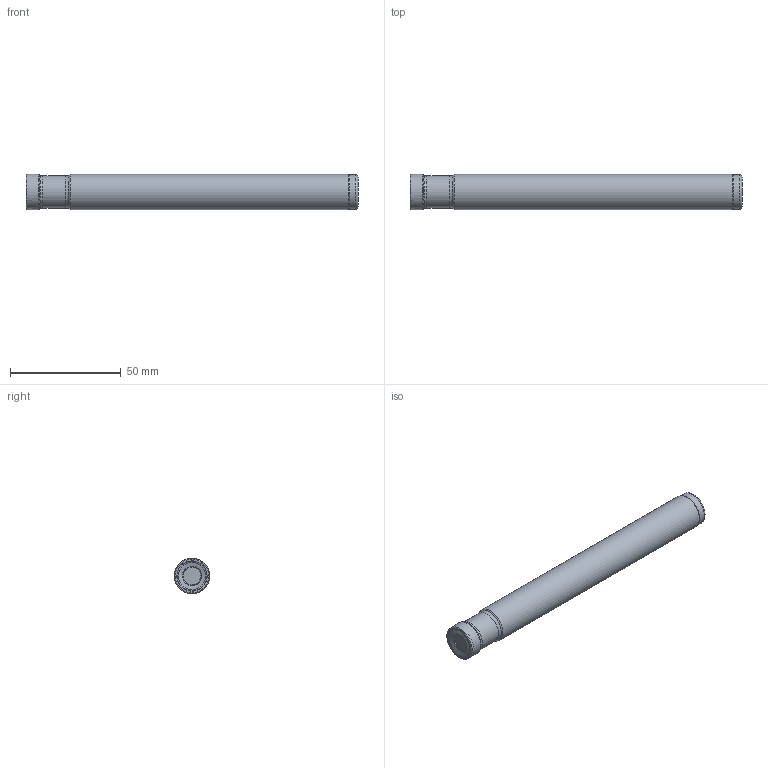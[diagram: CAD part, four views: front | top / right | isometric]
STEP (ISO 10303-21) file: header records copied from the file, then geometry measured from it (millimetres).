
FILE_DESCRIPTION(/* description */ (''),/* implementation_level */ '2;1');
FILE_NAME(/* name */ 'AEM90-AX0602-D16-W16-L150-Z04-H.stp',/* time_stamp */ '2023-10-19T13:58:54+03:00',/* author */ (''),/* organization */ (''),/* preprocessor_version */ 'ST-DEVELOPER v19.4',/* originating_system */ 'SIEMENS PLM Software NX2306.3001',/* authorisation */ '');
FILE_SCHEMA (('AUTOMOTIVE_DESIGN { 1 0 10303 214 3 1 1 1 }'));
Length unit declared in the file: millimetre
Products named in the file (1): AEM90-AX0602-D16-W16-L150-Z04-H
Bounding box: 149.99 x 16.07 x 16.07 mm (x, y, z)
Volume: 30303.3 mm3; surface area: 8521.1 mm2
Topology: 2 solids, 2 shells, 30 faces, 70 edges, 43 vertices
Faces by surface type: revolution 14, cone 5, torus 4, cylinder 4, plane 3
Full cylindrical faces by diameter (mm): 14.5 x1, 15.3 x1, 15.5 x1, 16 x1
Entity records: 788 total; most frequent: DIRECTION 126, CARTESIAN_POINT 103, EDGE_LOOP 58, ORIENTED_EDGE 58, FACE_BOUND 56, AXIS2_PLACEMENT_3D 52, ADVANCED_FACE 30, VERTEX_POINT 29
